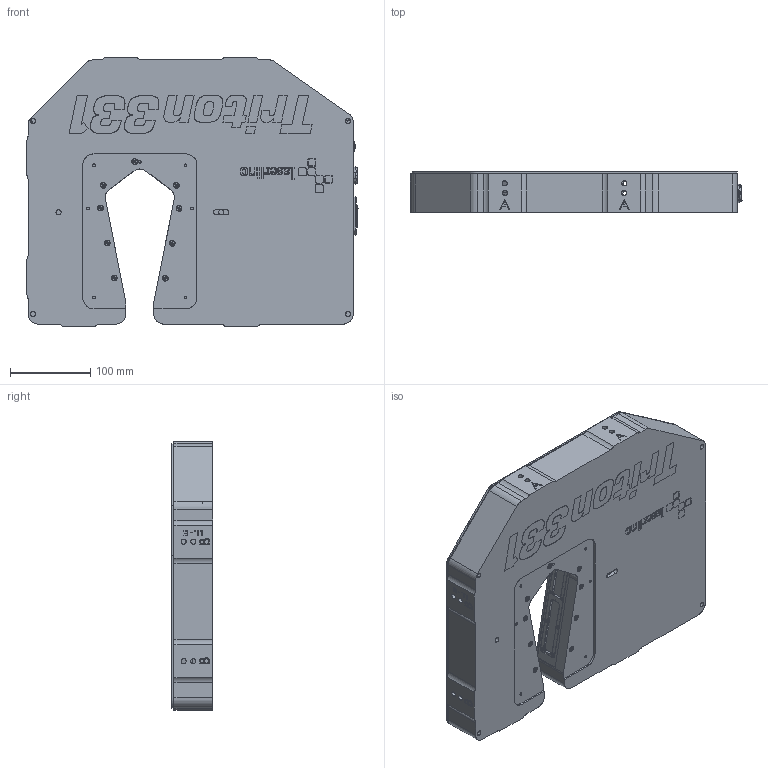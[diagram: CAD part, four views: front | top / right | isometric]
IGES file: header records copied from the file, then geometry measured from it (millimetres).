
Start section: SolidWorks IGES file using analytic representation for surfaces
Global section: file name: 00331-01 Triton331, Triple Axis Micrometer.IGS; native system: SolidWorks 2014; preprocessor: SolidWorks 2014; author: Mark; date: 140117.113901; units: inch
Bounding box: 414.88 x 51.44 x 335.28 mm (x, y, z)
Surface area: 470882.2 mm2 (no closed solid volume)
Topology: 0 solids, 0 shells, 1612 faces, 30086 edges, 30000 vertices
Faces by surface type: bspline 1008, revolution 604
